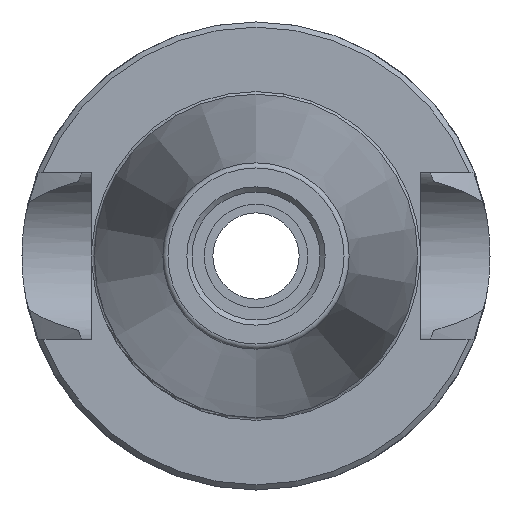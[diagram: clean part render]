
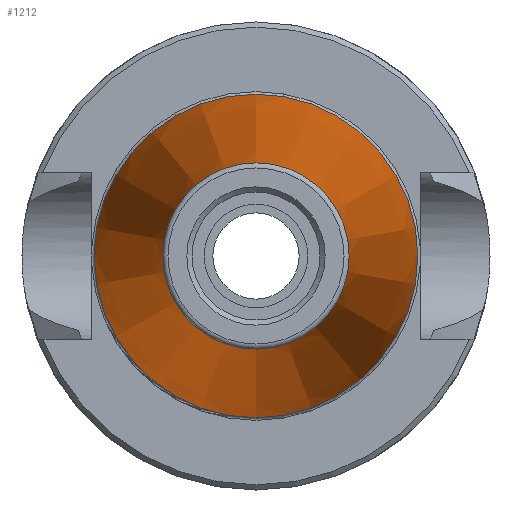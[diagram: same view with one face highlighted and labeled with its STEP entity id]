
A CAD part, left-side view. The second image highlights one B-rep face of the part: STEP entity #1212.
In plain terms, the highlighted conical face has half-angle 7.973 degrees and reference radius 15.875 mm.
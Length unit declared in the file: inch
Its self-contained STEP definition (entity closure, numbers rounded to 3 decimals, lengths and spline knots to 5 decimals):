
#199=FACE_OUTER_BOUND('',#291,.T.);
#291=EDGE_LOOP('',(#1041,#1042,#1043,#1044,#1045));
#367=LINE('',#2204,#428);
#428=VECTOR('',#1725,0.625);
#492=CIRCLE('',#1358,0.35991);
#499=CIRCLE('',#1371,0.625);
#500=CIRCLE('',#1372,0.625);
#619=VERTEX_POINT('',#2179);
#625=VERTEX_POINT('',#2201);
#626=VERTEX_POINT('',#2202);
#763=EDGE_CURVE('',#619,#619,#492,.T.);
#773=EDGE_CURVE('',#625,#626,#499,.T.);
#774=EDGE_CURVE('',#626,#619,#367,.T.);
#775=EDGE_CURVE('',#626,#625,#500,.T.);
#1041=ORIENTED_EDGE('',*,*,#773,.T.);
#1042=ORIENTED_EDGE('',*,*,#774,.T.);
#1043=ORIENTED_EDGE('',*,*,#763,.T.);
#1044=ORIENTED_EDGE('',*,*,#774,.F.);
#1045=ORIENTED_EDGE('',*,*,#775,.T.);
#1148=CONICAL_SURFACE('',#1370,0.625,0.139);
#1212=ADVANCED_FACE('',(#199),#1148,.T.);
#1358=AXIS2_PLACEMENT_3D('',#2180,#1694,#1695);
#1370=AXIS2_PLACEMENT_3D('',#2200,#1721,#1722);
#1371=AXIS2_PLACEMENT_3D('',#2203,#1723,#1724);
#1372=AXIS2_PLACEMENT_3D('',#2205,#1726,#1727);
#1694=DIRECTION('center_axis',(1.,0.,0.));
#1695=DIRECTION('ref_axis',(0.,0.,1.));
#1721=DIRECTION('center_axis',(1.,0.,0.));
#1722=DIRECTION('ref_axis',(0.,0.,-1.));
#1723=DIRECTION('center_axis',(-1.,0.,0.));
#1724=DIRECTION('ref_axis',(0.,0.,1.));
#1725=DIRECTION('',(-0.99,0.,-0.139));
#1726=DIRECTION('center_axis',(-1.,0.,0.));
#1727=DIRECTION('ref_axis',(0.,0.,1.));
#2179=CARTESIAN_POINT('',(-1.89277,0.,0.35991));
#2180=CARTESIAN_POINT('Origin',(-1.89277,0.,0.));
#2200=CARTESIAN_POINT('Origin',(0.,0.,0.));
#2201=CARTESIAN_POINT('',(0.,0.,-0.625));
#2202=CARTESIAN_POINT('',(0.,0.,0.625));
#2203=CARTESIAN_POINT('Origin',(0.,0.,0.));
#2204=CARTESIAN_POINT('',(0.,0.,0.625));
#2205=CARTESIAN_POINT('Origin',(0.,0.,0.));
